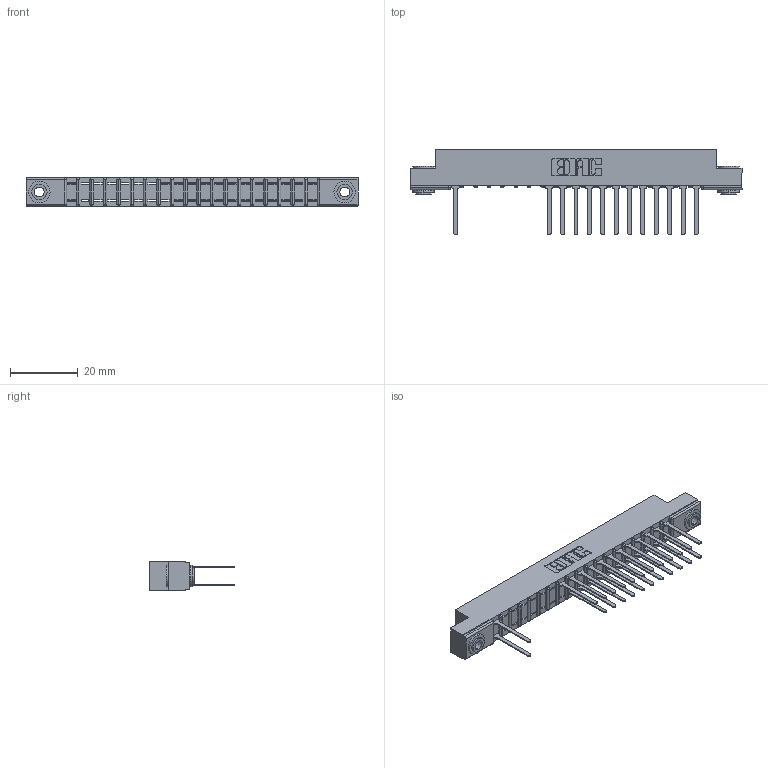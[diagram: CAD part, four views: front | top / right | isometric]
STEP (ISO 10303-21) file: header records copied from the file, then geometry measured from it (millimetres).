
FILE_DESCRIPTION (( 'STEP AP203' ), '1' );
FILE_NAME ('307-038-542-203.STEP', '2018-08-05T11:51:34', ( '' ), ( '' ), 'SwSTEP 2.0', 'SolidWorks 2016', '' );
FILE_SCHEMA (( 'CONFIG_CONTROL_DESIGN' ));
Length unit declared in the file: inch
Products named in the file (4): 307 Part_.156 Dia Mounting Holes; 307-290-001_542; 345-250-002_345-250-002-102; 307-038-542-203
Assembly tree (28 placements, depth 2):
  307-038-542-203
    307 Part_.156 Dia Mounting Holes
    307-290-001_542  x25
    345-250-002_345-250-002-102  x2
Bounding box: 98.3 x 25.43 x 8.71 mm (x, y, z)
Volume: 6358.6 mm3; surface area: 10859.5 mm2
Topology: 28 solids, 28 shells, 1470 faces, 4101 edges, 2642 vertices
Faces by surface type: plane 947, cylinder 475, sphere 40, cone 8
Entity records: 20349 total; most frequent: CARTESIAN_POINT 3371, ORIENTED_EDGE 3342, DIRECTION 3313, EDGE_CURVE 1671, LINE 1265, VECTOR 1265, VERTEX_POINT 1082, AXIS2_PLACEMENT_3D 1024
